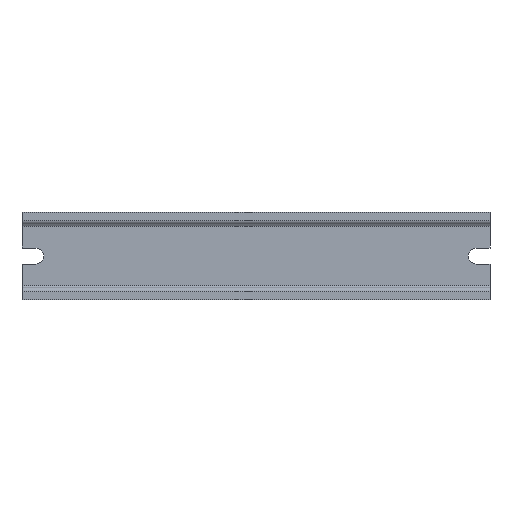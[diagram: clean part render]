
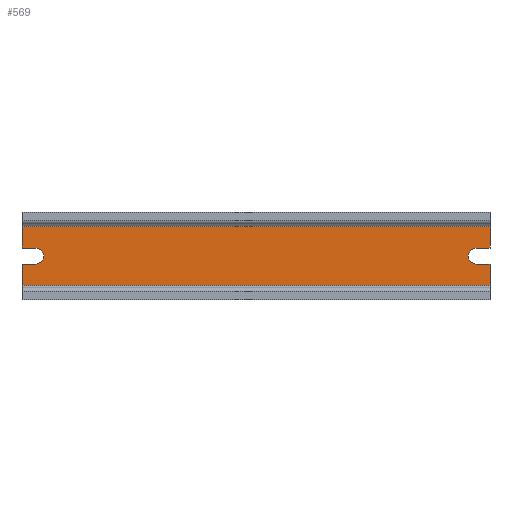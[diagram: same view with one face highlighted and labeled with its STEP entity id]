
A CAD part, top view. The second image highlights one B-rep face of the part: STEP entity #569.
In plain terms, the highlighted planar face has unit normal (0, 0, 1).
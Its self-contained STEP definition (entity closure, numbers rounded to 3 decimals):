
#21=PLANE('',#634);
#43=FACE_OUTER_BOUND('',#73,.T.);
#73=EDGE_LOOP('',(#431,#432,#433,#434,#435,#436,#437,#438,#439,#440,#441,
#442));
#98=LINE('',#844,#162);
#102=LINE('',#851,#166);
#105=LINE('',#859,#169);
#109=LINE('',#868,#173);
#117=LINE('',#894,#181);
#118=LINE('',#897,#182);
#125=LINE('',#918,#189);
#126=LINE('',#920,#190);
#127=LINE('',#922,#191);
#128=LINE('',#923,#192);
#162=VECTOR('',#677,10.);
#166=VECTOR('',#683,10.);
#169=VECTOR('',#688,10.);
#173=VECTOR('',#694,10.);
#181=VECTOR('',#718,10.);
#182=VECTOR('',#721,10.);
#189=VECTOR('',#738,10.);
#190=VECTOR('',#739,10.);
#191=VECTOR('',#740,10.);
#192=VECTOR('',#741,10.);
#224=CIRCLE('',#616,3.2);
#226=CIRCLE('',#623,3.2);
#245=VERTEX_POINT('',#835);
#246=VERTEX_POINT('',#837);
#248=VERTEX_POINT('',#843);
#250=VERTEX_POINT('',#849);
#253=VERTEX_POINT('',#856);
#254=VERTEX_POINT('',#858);
#257=VERTEX_POINT('',#865);
#258=VERTEX_POINT('',#867);
#268=VERTEX_POINT('',#892);
#269=VERTEX_POINT('',#896);
#279=VERTEX_POINT('',#919);
#280=VERTEX_POINT('',#921);
#301=EDGE_CURVE('',#246,#245,#224,.T.);
#304=EDGE_CURVE('',#248,#246,#98,.T.);
#308=EDGE_CURVE('',#245,#250,#102,.T.);
#311=EDGE_CURVE('',#254,#253,#105,.T.);
#315=EDGE_CURVE('',#258,#257,#109,.T.);
#318=EDGE_CURVE('',#257,#254,#226,.T.);
#329=EDGE_CURVE('',#250,#268,#117,.T.);
#330=EDGE_CURVE('',#269,#258,#118,.T.);
#341=EDGE_CURVE('',#269,#268,#125,.T.);
#342=EDGE_CURVE('',#253,#279,#126,.T.);
#343=EDGE_CURVE('',#279,#280,#127,.T.);
#344=EDGE_CURVE('',#280,#248,#128,.T.);
#431=ORIENTED_EDGE('',*,*,#304,.T.);
#432=ORIENTED_EDGE('',*,*,#301,.T.);
#433=ORIENTED_EDGE('',*,*,#308,.T.);
#434=ORIENTED_EDGE('',*,*,#329,.T.);
#435=ORIENTED_EDGE('',*,*,#341,.F.);
#436=ORIENTED_EDGE('',*,*,#330,.T.);
#437=ORIENTED_EDGE('',*,*,#315,.T.);
#438=ORIENTED_EDGE('',*,*,#318,.T.);
#439=ORIENTED_EDGE('',*,*,#311,.T.);
#440=ORIENTED_EDGE('',*,*,#342,.T.);
#441=ORIENTED_EDGE('',*,*,#343,.T.);
#442=ORIENTED_EDGE('',*,*,#344,.T.);
#569=ADVANCED_FACE('',(#43),#21,.T.);
#616=AXIS2_PLACEMENT_3D('',#838,#671,#672);
#623=AXIS2_PLACEMENT_3D('',#872,#700,#701);
#634=AXIS2_PLACEMENT_3D('',#917,#736,#737);
#671=DIRECTION('center_axis',(0.,0.,-1.));
#672=DIRECTION('ref_axis',(0.,1.,0.));
#677=DIRECTION('',(-1.,0.,0.));
#683=DIRECTION('',(1.,0.,0.));
#688=DIRECTION('',(-1.,0.,0.));
#694=DIRECTION('',(1.,0.,0.));
#700=DIRECTION('center_axis',(0.,0.,-1.));
#701=DIRECTION('ref_axis',(0.,1.,0.));
#718=DIRECTION('',(0.,1.,0.));
#721=DIRECTION('',(0.,-1.,0.));
#736=DIRECTION('center_axis',(0.,0.,1.));
#737=DIRECTION('ref_axis',(1.,0.,0.));
#738=DIRECTION('',(1.,0.,0.));
#739=DIRECTION('',(0.,-1.,0.));
#740=DIRECTION('',(1.,0.,0.));
#741=DIRECTION('',(0.,1.,0.));
#835=CARTESIAN_POINT('',(181.5,20.7,1.));
#837=CARTESIAN_POINT('',(181.5,14.3,1.));
#838=CARTESIAN_POINT('Origin',(181.5,17.5,1.));
#843=CARTESIAN_POINT('',(187.,14.3,1.));
#844=CARTESIAN_POINT('',(93.5,14.3,1.));
#849=CARTESIAN_POINT('',(187.,20.7,1.));
#851=CARTESIAN_POINT('',(90.75,20.7,1.));
#856=CARTESIAN_POINT('',(0.,14.3,1.));
#858=CARTESIAN_POINT('',(5.5,14.3,1.));
#859=CARTESIAN_POINT('',(2.75,14.3,1.));
#865=CARTESIAN_POINT('',(5.5,20.7,1.));
#867=CARTESIAN_POINT('',(0.,20.7,1.));
#868=CARTESIAN_POINT('',(0.,20.7,1.));
#872=CARTESIAN_POINT('Origin',(5.5,17.5,1.));
#892=CARTESIAN_POINT('',(187.,29.2,1.));
#894=CARTESIAN_POINT('',(187.,29.2,1.));
#896=CARTESIAN_POINT('',(0.,29.2,1.));
#897=CARTESIAN_POINT('',(0.,29.2,1.));
#917=CARTESIAN_POINT('Origin',(0.,5.8,1.));
#918=CARTESIAN_POINT('',(0.,29.2,1.));
#919=CARTESIAN_POINT('',(0.,5.8,1.));
#920=CARTESIAN_POINT('',(0.,29.2,1.));
#921=CARTESIAN_POINT('',(187.,5.8,1.));
#922=CARTESIAN_POINT('',(0.,5.8,1.));
#923=CARTESIAN_POINT('',(187.,29.2,1.));
